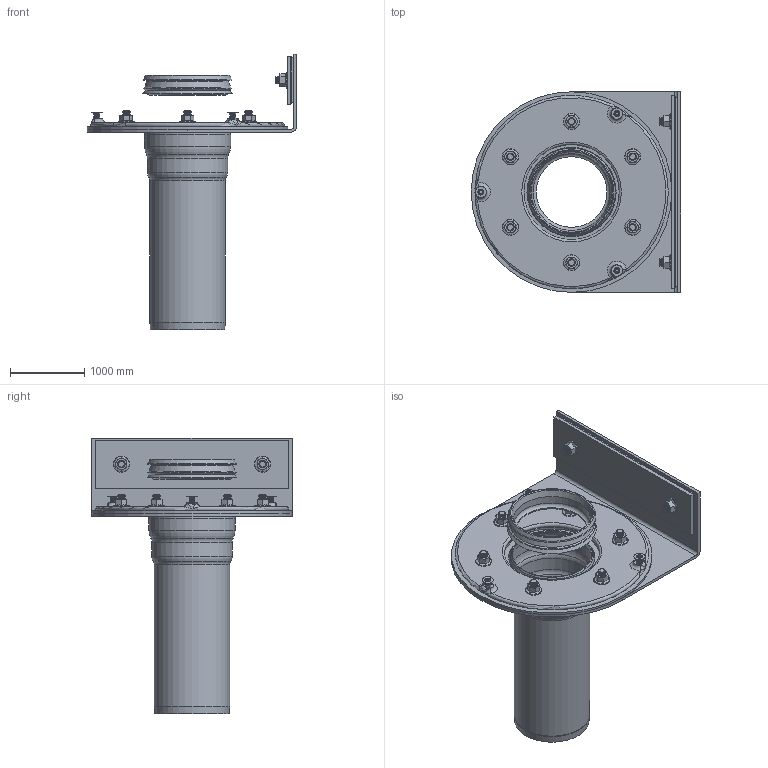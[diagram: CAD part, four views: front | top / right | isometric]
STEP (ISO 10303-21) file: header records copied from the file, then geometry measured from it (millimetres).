
FILE_DESCRIPTION(/* description */ (''),/* implementation_level */ '2;1');
FILE_NAME(/* name */ '21824.100X_3D.stp',/* time_stamp */ '2024-12-12T08:46:11+01:00',/* author */ ('CAD'),/* organization */ (''),/* preprocessor_version */ 'ST-DEVELOPER v20',/* originating_system */ 'AutoCAD Mechanical',/* authorisation */ '');
FILE_SCHEMA (('AUTOMOTIVE_DESIGN { 1 0 10303 214 3 1 1 }'));
Length unit declared in the file: centimetre
Products named in the file (2): Product; *S0
Assembly tree (1 placements, depth 2):
  Product
    *S0
Bounding box: 2820.04 x 2700 x 3709.99 mm (x, y, z)
Volume: 1026139907.8 mm3; surface area: 65073872.2 mm2
Topology: 26 solids, 26 shells, 624 faces, 1297 edges, 744 vertices
Faces by surface type: cone 359, plane 145, cylinder 77, torus 37, bspline 6
Full cylindrical faces by diameter (mm): 70 x12, 80 x18, 83.76 x8, 100 x8, 160 x16, 950 x1, 992 x1, 1016 x1, 1036 x1, 1055.991 x1, 1079.991 x1, 1135.991 x1, 1159.991 x1, 1160 x1, 1190 x1, 1300 x1, 2700 x1
Entity records: 17954 total; most frequent: CARTESIAN_POINT 4459, DIRECTION 3013, ORIENTED_EDGE 2582, EDGE_CURVE 1291, AXIS2_PLACEMENT_3D 1265, VERTEX_POINT 744, EDGE_LOOP 719, CIRCLE 644
